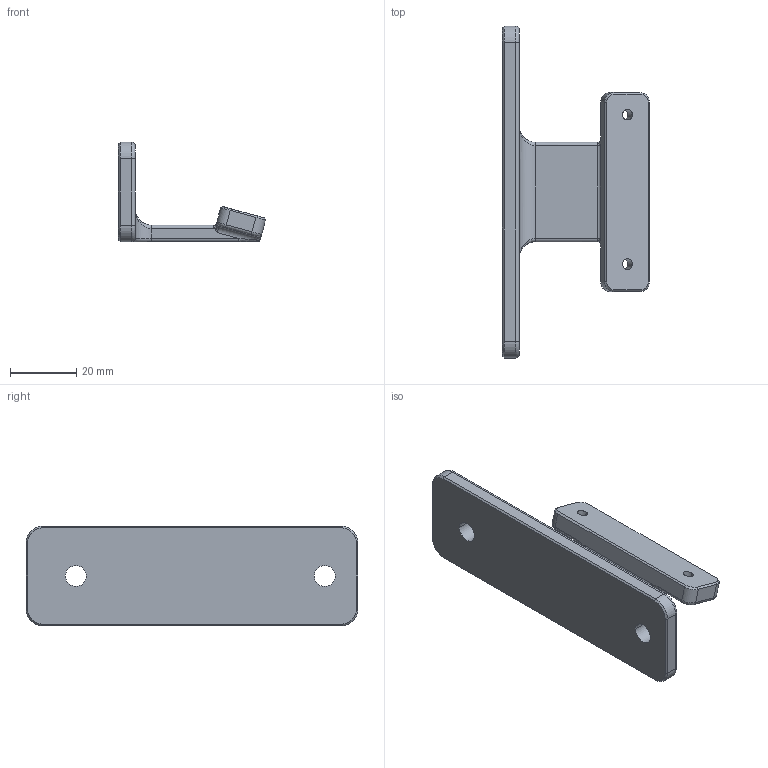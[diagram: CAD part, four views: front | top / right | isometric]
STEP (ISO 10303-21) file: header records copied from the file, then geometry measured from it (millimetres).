
FILE_DESCRIPTION(/* description */ (''),/* implementation_level */ '2;1');
FILE_NAME(/* name */ 'Aloha底部相机支架_20240902.stp',/* time_stamp */ '2024-09-02T21:22:03+08:00',/* author */ (''),/* organization */ (''),/* preprocessor_version */ 'ST-DEVELOPER v16.7',/* originating_system */ 'SIEMENS PLM Software NX 12.0',/* authorisation */ '');
FILE_SCHEMA (('AUTOMOTIVE_DESIGN { 1 0 10303 214 3 1 1 1 }'));
Length unit declared in the file: millimetre
Products named in the file (1): 底部相机支架
Bounding box: 44.3 x 100 x 30 mm (x, y, z)
Volume: 24412.6 mm3; surface area: 11370.3 mm2
Topology: 1 solids, 1 shells, 141 faces, 337 edges, 200 vertices
Faces by surface type: plane 52, cylinder 42, torus 14, extrusion 13, bspline 10, cone 8, sphere 2
Entity records: 4563 total; most frequent: CARTESIAN_POINT 1395, ORIENTED_EDGE 662, DIRECTION 628, EDGE_CURVE 331, AXIS2_PLACEMENT_3D 239, VERTEX_POINT 200, EDGE_LOOP 157, VECTOR 150
